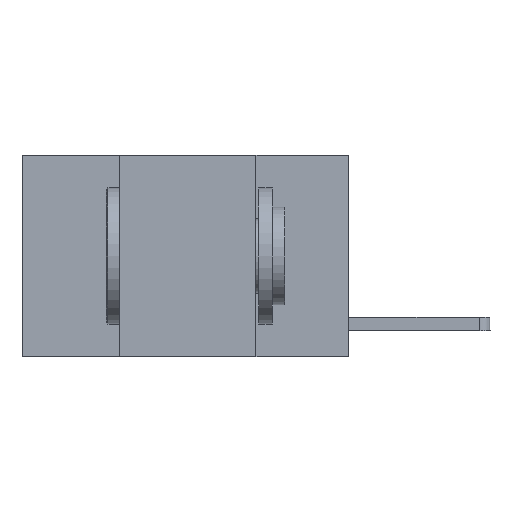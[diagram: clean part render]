
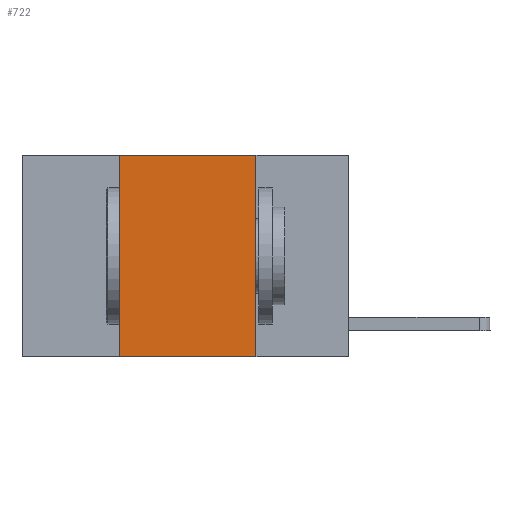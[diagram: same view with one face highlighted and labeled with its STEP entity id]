
A CAD part, left-side view. The second image highlights one B-rep face of the part: STEP entity #722.
In plain terms, the highlighted planar face has unit normal (-1, 0, 0).
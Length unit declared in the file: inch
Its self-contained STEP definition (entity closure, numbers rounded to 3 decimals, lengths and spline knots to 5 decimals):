
#42 = DIRECTION ( 'NONE',  ( 0., -1., 0. ) ) ;
#96 = CARTESIAN_POINT ( 'NONE',  ( 0., 0.42, 0. ) ) ;
#140 = CARTESIAN_POINT ( 'NONE',  ( 0., 0.17, 0. ) ) ;
#161 = AXIS2_PLACEMENT_3D ( 'NONE', #1879, #3979, #6198 ) ;
#722 = ADVANCED_FACE ( 'NONE', ( #1127 ), #8196, .F. ) ;
#1118 = CARTESIAN_POINT ( 'NONE',  ( 0., 0.17, -0.37 ) ) ;
#1127 = FACE_OUTER_BOUND ( 'NONE', #2307, .T. ) ;
#1387 = LINE ( 'NONE', #3630, #2742 ) ;
#1626 = LINE ( 'NONE', #96, #7172 ) ;
#1879 = CARTESIAN_POINT ( 'NONE',  ( 0., 0.6, 0. ) ) ;
#2045 = CARTESIAN_POINT ( 'NONE',  ( 0., 0.6, 0. ) ) ;
#2181 = DIRECTION ( 'NONE',  ( 0., 0., 1. ) ) ;
#2307 = EDGE_LOOP ( 'NONE', ( #2438, #2996, #2654, #2702 ) ) ;
#2438 = ORIENTED_EDGE ( 'NONE', *, *, #7536, .F. ) ;
#2610 = CARTESIAN_POINT ( 'NONE',  ( 0., 0.17, 0. ) ) ;
#2654 = ORIENTED_EDGE ( 'NONE', *, *, #6276, .F. ) ;
#2702 = ORIENTED_EDGE ( 'NONE', *, *, #9131, .T. ) ;
#2742 = VECTOR ( 'NONE', #42, 39.37008 ) ;
#2789 = VERTEX_POINT ( 'NONE', #2857 ) ;
#2857 = CARTESIAN_POINT ( 'NONE',  ( 0., 0.42, 0. ) ) ;
#2996 = ORIENTED_EDGE ( 'NONE', *, *, #6090, .F. ) ;
#3630 = CARTESIAN_POINT ( 'NONE',  ( 0., 0.6, -0.37 ) ) ;
#3783 = LINE ( 'NONE', #140, #8666 ) ;
#3979 = DIRECTION ( 'NONE',  ( 1., 0., 0. ) ) ;
#4114 = LINE ( 'NONE', #2045, #4612 ) ;
#4563 = VERTEX_POINT ( 'NONE', #2610 ) ;
#4612 = VECTOR ( 'NONE', #7813, 39.37008 ) ;
#5928 = VERTEX_POINT ( 'NONE', #1118 ) ;
#6090 = EDGE_CURVE ( 'NONE', #2789, #4563, #4114, .T. ) ;
#6198 = DIRECTION ( 'NONE',  ( 0., 0., -1. ) ) ;
#6276 = EDGE_CURVE ( 'NONE', #9184, #2789, #1626, .T. ) ;
#6403 = CARTESIAN_POINT ( 'NONE',  ( 0., 0.42, -0.37 ) ) ;
#7172 = VECTOR ( 'NONE', #2181, 39.37008 ) ;
#7536 = EDGE_CURVE ( 'NONE', #4563, #5928, #3783, .T. ) ;
#7813 = DIRECTION ( 'NONE',  ( 0., -1., 0. ) ) ;
#8196 = PLANE ( 'NONE',  #161 ) ;
#8666 = VECTOR ( 'NONE', #8831, 39.37008 ) ;
#8831 = DIRECTION ( 'NONE',  ( 0., 0., -1. ) ) ;
#9131 = EDGE_CURVE ( 'NONE', #9184, #5928, #1387, .T. ) ;
#9184 = VERTEX_POINT ( 'NONE', #6403 ) ;
